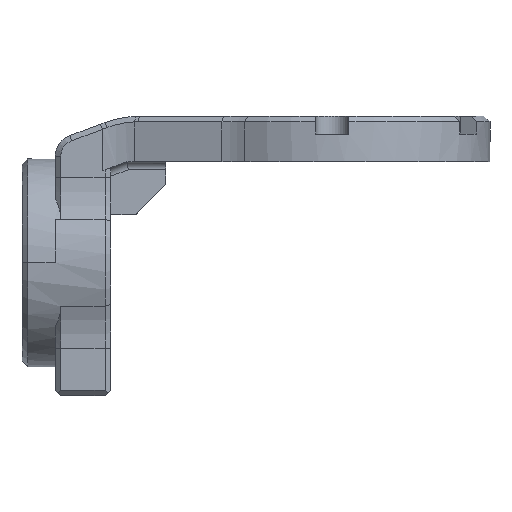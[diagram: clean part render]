
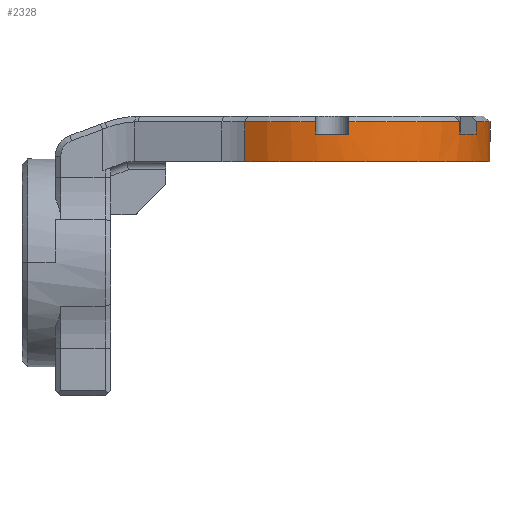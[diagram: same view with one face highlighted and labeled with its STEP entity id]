
A CAD part, front view. The second image highlights one B-rep face of the part: STEP entity #2328.
In plain terms, the highlighted cylindrical face has radius 28.5 mm (diameter 57 mm), a partial arc.
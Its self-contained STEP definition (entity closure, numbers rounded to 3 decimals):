
#6 = AXIS2_PLACEMENT_3D ( 'NONE', #9613, #8953, #2139 ) ;
#155 = DIRECTION ( 'NONE',  ( 0., 0., -1. ) ) ;
#227 = EDGE_CURVE ( 'NONE', #9212, #8388, #1797, .T. ) ;
#250 = VECTOR ( 'NONE', #2643, 1000. ) ;
#257 = ORIENTED_EDGE ( 'NONE', *, *, #4768, .F. ) ;
#379 = CARTESIAN_POINT ( 'NONE',  ( -33.76, 155.253, 25.445 ) ) ;
#554 = CARTESIAN_POINT ( 'NONE',  ( -27.76, 155.253, 23.245 ) ) ;
#595 = CARTESIAN_POINT ( 'NONE',  ( -30.76, 183.595, 25.445 ) ) ;
#628 = CARTESIAN_POINT ( 'NONE',  ( -30.76, 183.595, 23.245 ) ) ;
#651 = AXIS2_PLACEMENT_3D ( 'NONE', #628, #2920, #7567 ) ;
#872 = DIRECTION ( 'NONE',  ( 0., 0., 1. ) ) ;
#917 = CARTESIAN_POINT ( 'NONE',  ( -46.54, 159.862, 25.445 ) ) ;
#924 = CARTESIAN_POINT ( 'NONE',  ( -27.76, 155.253, 25.445 ) ) ;
#940 = EDGE_CURVE ( 'NONE', #6883, #6555, #1980, .T. ) ;
#992 = CARTESIAN_POINT ( 'NONE',  ( -2.26, 183.595, 18.245 ) ) ;
#1121 = EDGE_CURVE ( 'NONE', #4812, #7048, #5067, .T. ) ;
#1230 = DIRECTION ( 'NONE',  ( 0., 0., 1. ) ) ;
#1329 = DIRECTION ( 'NONE',  ( -0.554, -0.833, 0. ) ) ;
#1447 = CARTESIAN_POINT ( 'NONE',  ( -4.715, 172.022, 25.445 ) ) ;
#1610 = VERTEX_POINT ( 'NONE', #6810 ) ;
#1613 = CYLINDRICAL_SURFACE ( 'NONE', #7433, 28.5 ) ;
#1797 = CIRCLE ( 'NONE', #3541, 28.5 ) ;
#1822 = DIRECTION ( 'NONE',  ( 0., 0., 1. ) ) ;
#1980 = LINE ( 'NONE', #992, #250 ) ;
#2054 = CIRCLE ( 'NONE', #6, 28.5 ) ;
#2138 = CARTESIAN_POINT ( 'NONE',  ( -4.715, 172.022, 23.245 ) ) ;
#2139 = DIRECTION ( 'NONE',  ( -0.554, 0.833, 0. ) ) ;
#2315 = CARTESIAN_POINT ( 'NONE',  ( -7.715, 166.826, 23.245 ) ) ;
#2328 = ADVANCED_FACE ( 'NONE', ( #8433 ), #1613, .T. ) ;
#2425 = DIRECTION ( 'NONE',  ( 1., 0., 0. ) ) ;
#2613 = EDGE_CURVE ( 'NONE', #1610, #8294, #9664, .T. ) ;
#2643 = DIRECTION ( 'NONE',  ( 0., 0., 1. ) ) ;
#2696 = CARTESIAN_POINT ( 'NONE',  ( -2.26, 183.595, 18.245 ) ) ;
#2852 = ORIENTED_EDGE ( 'NONE', *, *, #9055, .T. ) ;
#2904 = CARTESIAN_POINT ( 'NONE',  ( -30.76, 183.595, 25.445 ) ) ;
#2913 = VERTEX_POINT ( 'NONE', #8509 ) ;
#2920 = DIRECTION ( 'NONE',  ( 0., 0., 1. ) ) ;
#3039 = ORIENTED_EDGE ( 'NONE', *, *, #1121, .T. ) ;
#3224 = CARTESIAN_POINT ( 'NONE',  ( -46.54, 159.862, 20.645 ) ) ;
#3254 = VERTEX_POINT ( 'NONE', #6599 ) ;
#3306 = AXIS2_PLACEMENT_3D ( 'NONE', #7692, #7023, #9177 ) ;
#3326 = LINE ( 'NONE', #924, #8512 ) ;
#3376 = VECTOR ( 'NONE', #1822, 1000. ) ;
#3402 = EDGE_LOOP ( 'NONE', ( #9758, #4846, #9209, #3039, #257, #4504, #4334, #2852, #8545, #4571, #6061, #6987 ) ) ;
#3474 = VERTEX_POINT ( 'NONE', #379 ) ;
#3524 = DIRECTION ( 'NONE',  ( 0.914, -0.406, 0. ) ) ;
#3541 = AXIS2_PLACEMENT_3D ( 'NONE', #595, #9500, #3597 ) ;
#3597 = DIRECTION ( 'NONE',  ( 0.105, -0.994, 0. ) ) ;
#3610 = EDGE_CURVE ( 'NONE', #3254, #3474, #7822, .T. ) ;
#3852 = CARTESIAN_POINT ( 'NONE',  ( -27.76, 155.253, 25.445 ) ) ;
#3918 = EDGE_CURVE ( 'NONE', #1610, #3474, #8682, .T. ) ;
#3951 = CARTESIAN_POINT ( 'NONE',  ( -46.54, 159.862, 18.245 ) ) ;
#4155 = EDGE_CURVE ( 'NONE', #3254, #2913, #4454, .T. ) ;
#4334 = ORIENTED_EDGE ( 'NONE', *, *, #227, .F. ) ;
#4454 = B_SPLINE_CURVE_WITH_KNOTS ( 'NONE', 3,
 ( #917, #8430, #3224, #3951 ),
 .UNSPECIFIED., .F., .F.,
 ( 4, 4 ),
 ( 0., 1. ),
 .UNSPECIFIED. ) ;
#4456 = AXIS2_PLACEMENT_3D ( 'NONE', #2904, #7310, #1329 ) ;
#4504 = ORIENTED_EDGE ( 'NONE', *, *, #6492, .T. ) ;
#4571 = ORIENTED_EDGE ( 'NONE', *, *, #3918, .T. ) ;
#4768 = EDGE_CURVE ( 'NONE', #6686, #7048, #5401, .T. ) ;
#4812 = VERTEX_POINT ( 'NONE', #1447 ) ;
#4846 = ORIENTED_EDGE ( 'NONE', *, *, #940, .T. ) ;
#5067 = LINE ( 'NONE', #6706, #8571 ) ;
#5401 = CIRCLE ( 'NONE', #651, 28.5 ) ;
#5706 = CARTESIAN_POINT ( 'NONE',  ( -33.76, 155.253, 23.245 ) ) ;
#5807 = DIRECTION ( 'NONE',  ( 0., 0., -1. ) ) ;
#5848 = CARTESIAN_POINT ( 'NONE',  ( -2.26, 183.595, 25.445 ) ) ;
#6061 = ORIENTED_EDGE ( 'NONE', *, *, #3610, .F. ) ;
#6385 = CARTESIAN_POINT ( 'NONE',  ( -7.715, 166.826, 23.245 ) ) ;
#6398 = CARTESIAN_POINT ( 'NONE',  ( -30.76, 183.595, 25.445 ) ) ;
#6492 = EDGE_CURVE ( 'NONE', #6686, #8388, #7230, .T. ) ;
#6555 = VERTEX_POINT ( 'NONE', #5848 ) ;
#6599 = CARTESIAN_POINT ( 'NONE',  ( -46.54, 159.862, 25.445 ) ) ;
#6686 = VERTEX_POINT ( 'NONE', #2315 ) ;
#6706 = CARTESIAN_POINT ( 'NONE',  ( -4.715, 172.022, 25.445 ) ) ;
#6810 = CARTESIAN_POINT ( 'NONE',  ( -33.76, 155.253, 23.245 ) ) ;
#6883 = VERTEX_POINT ( 'NONE', #2696 ) ;
#6925 = CIRCLE ( 'NONE', #8210, 28.5 ) ;
#6987 = ORIENTED_EDGE ( 'NONE', *, *, #4155, .T. ) ;
#7023 = DIRECTION ( 'NONE',  ( 0., 0., 1. ) ) ;
#7048 = VERTEX_POINT ( 'NONE', #2138 ) ;
#7190 = DIRECTION ( 'NONE',  ( 0., 0., 1. ) ) ;
#7230 = LINE ( 'NONE', #6385, #8897 ) ;
#7310 = DIRECTION ( 'NONE',  ( 0., 0., 1. ) ) ;
#7433 = AXIS2_PLACEMENT_3D ( 'NONE', #8476, #872, #2425 ) ;
#7567 = DIRECTION ( 'NONE',  ( 0.809, -0.588, 0. ) ) ;
#7692 = CARTESIAN_POINT ( 'NONE',  ( -30.76, 183.595, 23.245 ) ) ;
#7822 = CIRCLE ( 'NONE', #4456, 28.5 ) ;
#7872 = EDGE_CURVE ( 'NONE', #6883, #2913, #2054, .T. ) ;
#8210 = AXIS2_PLACEMENT_3D ( 'NONE', #6398, #1230, #3524 ) ;
#8294 = VERTEX_POINT ( 'NONE', #554 ) ;
#8388 = VERTEX_POINT ( 'NONE', #8732 ) ;
#8430 = CARTESIAN_POINT ( 'NONE',  ( -46.54, 159.862, 23.045 ) ) ;
#8433 = FACE_OUTER_BOUND ( 'NONE', #3402, .T. ) ;
#8476 = CARTESIAN_POINT ( 'NONE',  ( -30.76, 183.595, 18.245 ) ) ;
#8509 = CARTESIAN_POINT ( 'NONE',  ( -46.54, 159.862, 18.245 ) ) ;
#8512 = VECTOR ( 'NONE', #155, 1000. ) ;
#8545 = ORIENTED_EDGE ( 'NONE', *, *, #2613, .F. ) ;
#8571 = VECTOR ( 'NONE', #5807, 1000. ) ;
#8682 = LINE ( 'NONE', #5706, #3376 ) ;
#8732 = CARTESIAN_POINT ( 'NONE',  ( -7.715, 166.826, 25.445 ) ) ;
#8897 = VECTOR ( 'NONE', #7190, 1000. ) ;
#8953 = DIRECTION ( 'NONE',  ( 0., 0., -1. ) ) ;
#9055 = EDGE_CURVE ( 'NONE', #9212, #8294, #3326, .T. ) ;
#9177 = DIRECTION ( 'NONE',  ( -0.105, -0.994, 0. ) ) ;
#9209 = ORIENTED_EDGE ( 'NONE', *, *, #9534, .F. ) ;
#9212 = VERTEX_POINT ( 'NONE', #3852 ) ;
#9500 = DIRECTION ( 'NONE',  ( 0., 0., 1. ) ) ;
#9534 = EDGE_CURVE ( 'NONE', #4812, #6555, #6925, .T. ) ;
#9613 = CARTESIAN_POINT ( 'NONE',  ( -30.76, 183.595, 18.245 ) ) ;
#9664 = CIRCLE ( 'NONE', #3306, 28.5 ) ;
#9758 = ORIENTED_EDGE ( 'NONE', *, *, #7872, .F. ) ;
